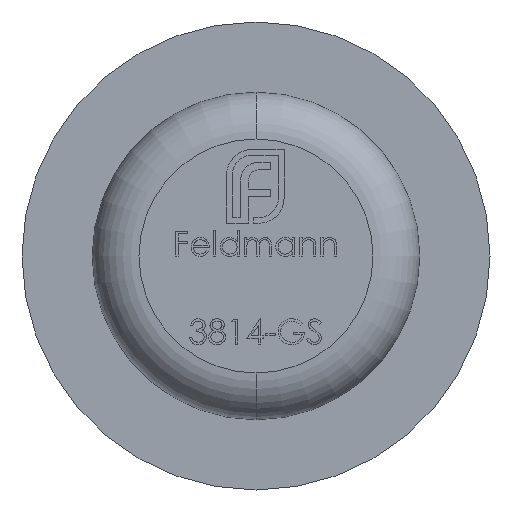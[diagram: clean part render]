
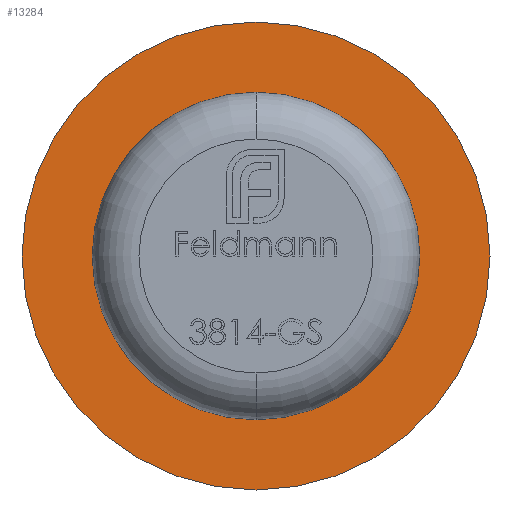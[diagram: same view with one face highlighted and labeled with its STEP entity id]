
A CAD part, front view. The second image highlights one B-rep face of the part: STEP entity #13284.
In plain terms, the highlighted planar face has unit normal (0, -1, 0).
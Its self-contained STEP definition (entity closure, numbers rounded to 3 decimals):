
#145 = DIRECTION ( 'NONE',  ( 0., 0., -1. ) ) ;
#190 = CARTESIAN_POINT ( 'NONE',  ( 0., 3., 0. ) ) ;
#377 = CARTESIAN_POINT ( 'NONE',  ( 0., 3., 0. ) ) ;
#1189 = EDGE_CURVE ( 'NONE', #9540, #13520, #4266, .T. ) ;
#1746 = AXIS2_PLACEMENT_3D ( 'NONE', #190, #4421, #145 ) ;
#1913 = DIRECTION ( 'NONE',  ( 0., -1., 0. ) ) ;
#2540 = DIRECTION ( 'NONE',  ( 0., -1., 0. ) ) ;
#2730 = DIRECTION ( 'NONE',  ( 0., 0., -1. ) ) ;
#2949 = AXIS2_PLACEMENT_3D ( 'NONE', #3663, #2540, #6945 ) ;
#3026 = VERTEX_POINT ( 'NONE', #9212 ) ;
#3336 = FACE_OUTER_BOUND ( 'NONE', #7531, .T. ) ;
#3522 = PLANE ( 'NONE',  #2949 ) ;
#3567 = VERTEX_POINT ( 'NONE', #5867 ) ;
#3663 = CARTESIAN_POINT ( 'NONE',  ( 5., 3., 0. ) ) ;
#4266 = CIRCLE ( 'NONE', #1746, 5. ) ;
#4421 = DIRECTION ( 'NONE',  ( 0., -1., 0. ) ) ;
#4855 = FACE_BOUND ( 'NONE', #9683, .T. ) ;
#5386 = CIRCLE ( 'NONE', #6163, 2.5 ) ;
#5419 = ORIENTED_EDGE ( 'NONE', *, *, #1189, .T. ) ;
#5867 = CARTESIAN_POINT ( 'NONE',  ( 0., 3., -2.5 ) ) ;
#6131 = ORIENTED_EDGE ( 'NONE', *, *, #9410, .F. ) ;
#6163 = AXIS2_PLACEMENT_3D ( 'NONE', #377, #9049, #6758 ) ;
#6344 = CARTESIAN_POINT ( 'NONE',  ( 0., 3., 5. ) ) ;
#6758 = DIRECTION ( 'NONE',  ( 0., 0., -1. ) ) ;
#6945 = DIRECTION ( 'NONE',  ( 0., 0., -1. ) ) ;
#7268 = ORIENTED_EDGE ( 'NONE', *, *, #11289, .F. ) ;
#7531 = EDGE_LOOP ( 'NONE', ( #5419, #12659 ) ) ;
#8144 = DIRECTION ( 'NONE',  ( 0., -1., 0. ) ) ;
#9012 = AXIS2_PLACEMENT_3D ( 'NONE', #9206, #8144, #2730 ) ;
#9049 = DIRECTION ( 'NONE',  ( 0., -1., 0. ) ) ;
#9075 = EDGE_CURVE ( 'NONE', #13520, #9540, #12341, .T. ) ;
#9206 = CARTESIAN_POINT ( 'NONE',  ( 0., 3., 0. ) ) ;
#9212 = CARTESIAN_POINT ( 'NONE',  ( 0., 3., 2.5 ) ) ;
#9410 = EDGE_CURVE ( 'NONE', #3567, #3026, #9665, .T. ) ;
#9540 = VERTEX_POINT ( 'NONE', #10574 ) ;
#9665 = CIRCLE ( 'NONE', #9012, 2.5 ) ;
#9683 = EDGE_LOOP ( 'NONE', ( #6131, #7268 ) ) ;
#10574 = CARTESIAN_POINT ( 'NONE',  ( 0., 3., -5. ) ) ;
#10592 = CARTESIAN_POINT ( 'NONE',  ( 0., 3., 0. ) ) ;
#10634 = DIRECTION ( 'NONE',  ( 0., 0., -1. ) ) ;
#10802 = AXIS2_PLACEMENT_3D ( 'NONE', #10592, #1913, #10634 ) ;
#11289 = EDGE_CURVE ( 'NONE', #3026, #3567, #5386, .T. ) ;
#12341 = CIRCLE ( 'NONE', #10802, 5. ) ;
#12659 = ORIENTED_EDGE ( 'NONE', *, *, #9075, .T. ) ;
#13284 = ADVANCED_FACE ( 'NONE', ( #3336, #4855 ), #3522, .T. ) ;
#13520 = VERTEX_POINT ( 'NONE', #6344 ) ;
